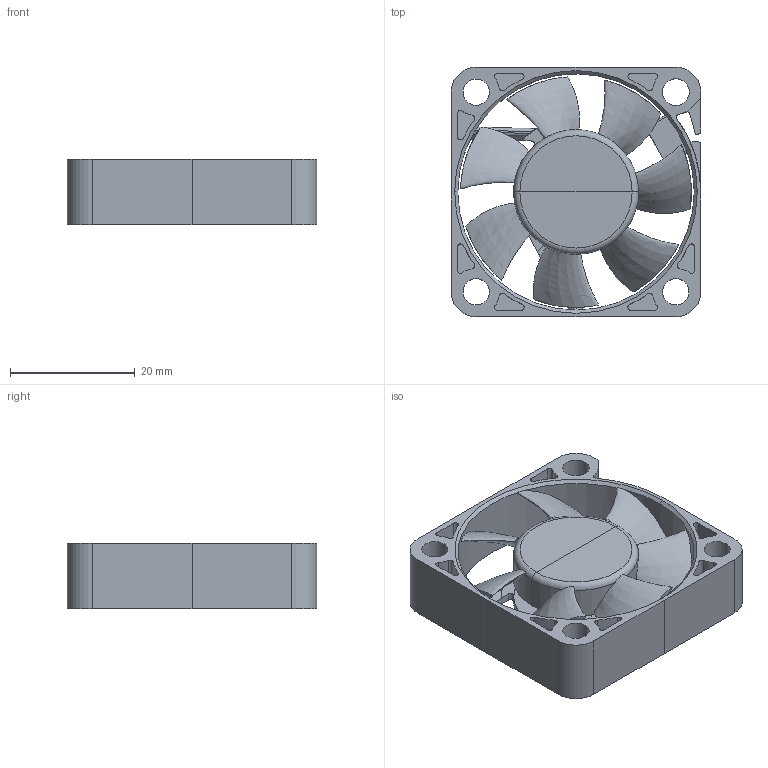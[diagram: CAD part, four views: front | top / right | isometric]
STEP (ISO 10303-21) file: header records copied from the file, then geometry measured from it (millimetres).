
FILE_DESCRIPTION((''),'2;1');
FILE_NAME('AD4010ASS_ASM','2009-09-30T',('rd033'),(''),'PRO/ENGINEER BY PARAMETRIC TECHNOLOGY CORPORATION, 2006420','PRO/ENGINEER BY PARAMETRIC TECHNOLOGY CORPORATION, 2006420','');
FILE_SCHEMA(('CONFIG_CONTROL_DESIGN'));
Products named in the file (3): AD4010-T; AD4010-7FAN; AD4010ASS_ASM
Assembly tree (2 placements, depth 2):
  AD4010ASS_ASM
    AD4010-T
    AD4010-7FAN
Bounding box: 40 x 40 x 10.5 mm (x, y, z)
Volume: 4341.7 mm3; surface area: 8564.7 mm2
Topology: 2 solids, 9 shells, 203 faces, 539 edges, 345 vertices
Faces by surface type: cylinder 90, plane 72, bspline 28, cone 7, torus 6
Entity records: 11895 total; most frequent: CARTESIAN_POINT 6846, ORIENTED_EDGE 1043, DIRECTION 1013, EDGE_CURVE 532, AXIS2_PLACEMENT_3D 377, VERTEX_POINT 345, VECTOR 259, LINE 259
